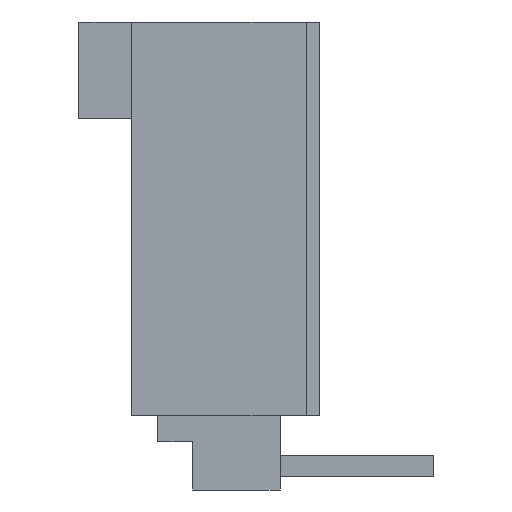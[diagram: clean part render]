
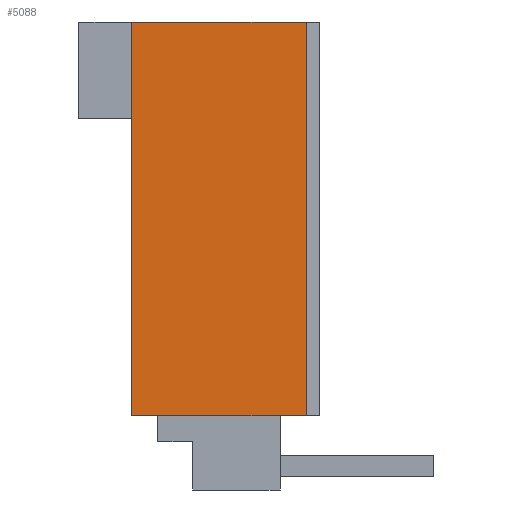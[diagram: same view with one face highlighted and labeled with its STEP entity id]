
A CAD part, left-side view. The second image highlights one B-rep face of the part: STEP entity #5088.
In plain terms, the highlighted planar face has unit normal (-1, 0, 0).
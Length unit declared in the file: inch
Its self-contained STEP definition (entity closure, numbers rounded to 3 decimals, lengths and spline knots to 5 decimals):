
#33=DIRECTION('',(0.,-1.,0.));
#34=VECTOR('',#33,0.2);
#35=CARTESIAN_POINT('',(-0.65,0.1,-0.225));
#36=LINE('',#35,#34);
#61=DIRECTION('',(0.,0.,1.));
#62=VECTOR('',#61,0.45);
#63=CARTESIAN_POINT('',(-0.65,-0.1,-0.225));
#64=LINE('',#63,#62);
#137=DIRECTION('',(0.,-1.,0.));
#138=VECTOR('',#137,0.2);
#139=CARTESIAN_POINT('',(-0.65,0.1,0.225));
#140=LINE('',#139,#138);
#809=DIRECTION('',(0.,0.,1.));
#810=VECTOR('',#809,0.45);
#811=CARTESIAN_POINT('',(-0.65,0.1,-0.225));
#812=LINE('',#811,#810);
#3133=CARTESIAN_POINT('',(-0.65,0.1,-0.225));
#3134=CARTESIAN_POINT('',(-0.65,-0.1,-0.225));
#3135=VERTEX_POINT('',#3133);
#3136=VERTEX_POINT('',#3134);
#3141=CARTESIAN_POINT('',(-0.65,0.1,0.225));
#3142=CARTESIAN_POINT('',(-0.65,-0.1,0.225));
#3143=VERTEX_POINT('',#3141);
#3144=VERTEX_POINT('',#3142);
#5077=CARTESIAN_POINT('',(-0.65,0.1,-0.225));
#5078=DIRECTION('',(-1.,0.,0.));
#5079=DIRECTION('',(0.,-1.,0.));
#5080=AXIS2_PLACEMENT_3D('',#5077,#5078,#5079);
#5081=PLANE('',#5080);
#5082=ORIENTED_EDGE('',*,*,#4144,.F.);
#5083=ORIENTED_EDGE('',*,*,#4663,.T.);
#5084=ORIENTED_EDGE('',*,*,#4295,.T.);
#5085=ORIENTED_EDGE('',*,*,#4182,.F.);
#5086=EDGE_LOOP('',(#5082,#5083,#5084,#5085));
#5087=FACE_OUTER_BOUND('',#5086,.F.);
#5088=ADVANCED_FACE('',(#5087),#5081,.T.);
#4144=EDGE_CURVE('',#3135,#3136,#36,.T.);
#4182=EDGE_CURVE('',#3136,#3144,#64,.T.);
#4295=EDGE_CURVE('',#3143,#3144,#140,.T.);
#4663=EDGE_CURVE('',#3135,#3143,#812,.T.);
